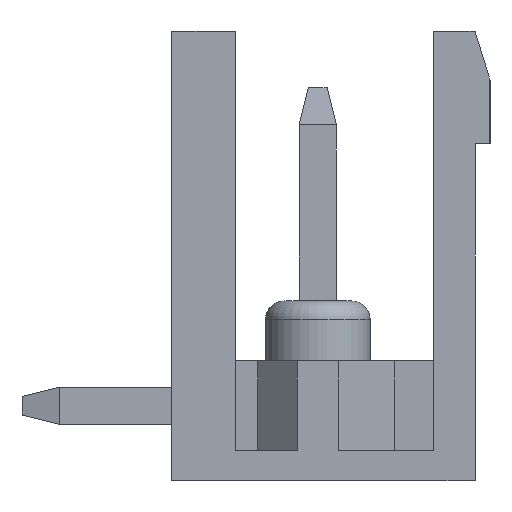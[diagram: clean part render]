
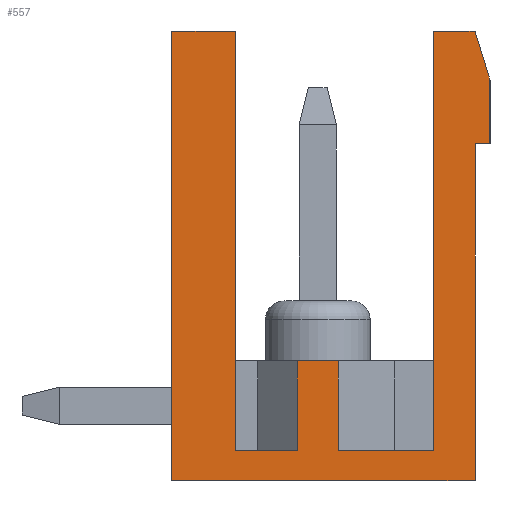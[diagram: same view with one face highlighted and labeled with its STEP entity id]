
A CAD part, left-side view. The second image highlights one B-rep face of the part: STEP entity #557.
In plain terms, the highlighted planar face has unit normal (-1, 0, 0).
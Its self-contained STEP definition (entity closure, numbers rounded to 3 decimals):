
#557 = ADVANCED_FACE( '', ( #1233 ), #1234, .T. );
#1233 = FACE_OUTER_BOUND( '', #2070, .T. );
#1234 = PLANE( '', #2071 );
#2070 = EDGE_LOOP( '', ( #3410, #3411, #3412, #3413, #3414, #3415, #3416, #3417, #3418, #3419, #3420, #3421, #3422, #3423, #3424 ) );
#2071 = AXIS2_PLACEMENT_3D( '', #3425, #3426, #3427 );
#3410 = ORIENTED_EDGE( '', *, *, #5291, .T. );
#3411 = ORIENTED_EDGE( '', *, *, #5632, .F. );
#3412 = ORIENTED_EDGE( '', *, *, #5633, .T. );
#3413 = ORIENTED_EDGE( '', *, *, #5634, .F. );
#3414 = ORIENTED_EDGE( '', *, *, #5635, .F. );
#3415 = ORIENTED_EDGE( '', *, *, #5636, .T. );
#3416 = ORIENTED_EDGE( '', *, *, #5297, .T. );
#3417 = ORIENTED_EDGE( '', *, *, #5637, .T. );
#3418 = ORIENTED_EDGE( '', *, *, #5638, .T. );
#3419 = ORIENTED_EDGE( '', *, *, #5370, .T. );
#3420 = ORIENTED_EDGE( '', *, *, #5639, .T. );
#3421 = ORIENTED_EDGE( '', *, *, #5640, .T. );
#3422 = ORIENTED_EDGE( '', *, *, #5405, .T. );
#3423 = ORIENTED_EDGE( '', *, *, #5641, .T. );
#3424 = ORIENTED_EDGE( '', *, *, #5642, .T. );
#3425 = CARTESIAN_POINT( '', ( -25.76, 0., 0. ) );
#3426 = DIRECTION( '', ( -1., 0., 0. ) );
#3427 = DIRECTION( '', ( 0., 0., 1. ) );
#5291 = EDGE_CURVE( '', #6391, #6389, #6392, .T. );
#5297 = EDGE_CURVE( '', #6402, #6400, #6403, .T. );
#5370 = EDGE_CURVE( '', #6531, #6532, #6533, .T. );
#5405 = EDGE_CURVE( '', #6593, #6594, #6595, .T. );
#5632 = EDGE_CURVE( '', #6959, #6389, #6960, .T. );
#5633 = EDGE_CURVE( '', #6959, #6961, #6962, .T. );
#5634 = EDGE_CURVE( '', #6963, #6961, #6964, .T. );
#5635 = EDGE_CURVE( '', #6965, #6963, #6966, .T. );
#5636 = EDGE_CURVE( '', #6965, #6402, #6967, .T. );
#5637 = EDGE_CURVE( '', #6400, #6968, #6969, .T. );
#5638 = EDGE_CURVE( '', #6968, #6531, #6970, .T. );
#5639 = EDGE_CURVE( '', #6532, #6971, #6972, .T. );
#5640 = EDGE_CURVE( '', #6971, #6593, #6973, .T. );
#5641 = EDGE_CURVE( '', #6594, #6974, #6975, .T. );
#5642 = EDGE_CURVE( '', #6974, #6391, #6976, .T. );
#6389 = VERTEX_POINT( '', #7981 );
#6391 = VERTEX_POINT( '', #7984 );
#6392 = LINE( '', #7985, #7986 );
#6400 = VERTEX_POINT( '', #7996 );
#6402 = VERTEX_POINT( '', #7999 );
#6403 = LINE( '', #8000, #8001 );
#6531 = VERTEX_POINT( '', #8184 );
#6532 = VERTEX_POINT( '', #8185 );
#6533 = LINE( '', #8186, #8187 );
#6593 = VERTEX_POINT( '', #8278 );
#6594 = VERTEX_POINT( '', #8279 );
#6595 = LINE( '', #8280, #8281 );
#6959 = VERTEX_POINT( '', #8816 );
#6960 = LINE( '', #8817, #8818 );
#6961 = VERTEX_POINT( '', #8819 );
#6962 = LINE( '', #8820, #8821 );
#6963 = VERTEX_POINT( '', #8822 );
#6964 = LINE( '', #8823, #8824 );
#6965 = VERTEX_POINT( '', #8825 );
#6966 = LINE( '', #8826, #8827 );
#6967 = LINE( '', #8828, #8829 );
#6968 = VERTEX_POINT( '', #8830 );
#6969 = LINE( '', #8831, #8832 );
#6970 = LINE( '', #8833, #8834 );
#6971 = VERTEX_POINT( '', #8835 );
#6972 = LINE( '', #8836, #8837 );
#6973 = LINE( '', #8838, #8839 );
#6974 = VERTEX_POINT( '', #8840 );
#6975 = LINE( '', #8841, #8842 );
#6976 = LINE( '', #8843, #8844 );
#7981 = CARTESIAN_POINT( '', ( -25.76, -2.95, 6. ) );
#7984 = CARTESIAN_POINT( '', ( -25.76, -4.05, 6. ) );
#7985 = CARTESIAN_POINT( '', ( -25.76, -4.05, 6. ) );
#7986 = VECTOR( '', #9965, 1000. );
#7996 = CARTESIAN_POINT( '', ( -25.76, 2.35, -5.2 ) );
#7999 = CARTESIAN_POINT( '', ( -25.76, 0.7, -5.2 ) );
#8000 = CARTESIAN_POINT( '', ( -25.76, -2.95, -5.2 ) );
#8001 = VECTOR( '', #9972, 1000. );
#8184 = CARTESIAN_POINT( '', ( -25.76, 4.05, 6. ) );
#8185 = CARTESIAN_POINT( '', ( -25.76, 4.05, -6. ) );
#8186 = CARTESIAN_POINT( '', ( -25.76, 4.05, 6. ) );
#8187 = VECTOR( '', #10037, 1000. );
#8278 = CARTESIAN_POINT( '', ( -25.76, -4.05, 3. ) );
#8279 = CARTESIAN_POINT( '', ( -25.76, -4.45, 3. ) );
#8280 = CARTESIAN_POINT( '', ( -25.76, -4.05, 3. ) );
#8281 = VECTOR( '', #10072, 1000. );
#8816 = CARTESIAN_POINT( '', ( -25.76, -2.95, -5.2 ) );
#8817 = CARTESIAN_POINT( '', ( -25.76, -2.95, -5.2 ) );
#8818 = VECTOR( '', #10265, 1000. );
#8819 = CARTESIAN_POINT( '', ( -25.76, -0.4, -5.2 ) );
#8820 = CARTESIAN_POINT( '', ( -25.76, -2.95, -5.2 ) );
#8821 = VECTOR( '', #10266, 1000. );
#8822 = CARTESIAN_POINT( '', ( -25.76, -0.4, -2.8 ) );
#8823 = CARTESIAN_POINT( '', ( -25.76, -0.4, -2.8 ) );
#8824 = VECTOR( '', #10267, 1000. );
#8825 = CARTESIAN_POINT( '', ( -25.76, 0.7, -2.8 ) );
#8826 = CARTESIAN_POINT( '', ( -25.76, 0.7, -2.8 ) );
#8827 = VECTOR( '', #10268, 1000. );
#8828 = CARTESIAN_POINT( '', ( -25.76, 0.7, -2.8 ) );
#8829 = VECTOR( '', #10269, 1000. );
#8830 = CARTESIAN_POINT( '', ( -25.76, 2.35, 6. ) );
#8831 = CARTESIAN_POINT( '', ( -25.76, 2.35, -5.2 ) );
#8832 = VECTOR( '', #10270, 1000. );
#8833 = CARTESIAN_POINT( '', ( -25.76, -4.05, 6. ) );
#8834 = VECTOR( '', #10271, 1000. );
#8835 = CARTESIAN_POINT( '', ( -25.76, -4.05, -6. ) );
#8836 = CARTESIAN_POINT( '', ( -25.76, 4.05, -6. ) );
#8837 = VECTOR( '', #10272, 1000. );
#8838 = CARTESIAN_POINT( '', ( -25.76, -4.05, -6. ) );
#8839 = VECTOR( '', #10273, 1000. );
#8840 = CARTESIAN_POINT( '', ( -25.76, -4.45, 4.7 ) );
#8841 = CARTESIAN_POINT( '', ( -25.76, -4.45, 3. ) );
#8842 = VECTOR( '', #10274, 1000. );
#8843 = CARTESIAN_POINT( '', ( -25.76, -4.45, 4.7 ) );
#8844 = VECTOR( '', #10275, 1000. );
#9965 = DIRECTION( '', ( 0., 1., 0. ) );
#9972 = DIRECTION( '', ( 0., 1., 0. ) );
#10037 = DIRECTION( '', ( 0., 0., -1. ) );
#10072 = DIRECTION( '', ( 0., -1., 0. ) );
#10265 = DIRECTION( '', ( 0., 0., 1. ) );
#10266 = DIRECTION( '', ( 0., 1., 0. ) );
#10267 = DIRECTION( '', ( 0., 0., -1. ) );
#10268 = DIRECTION( '', ( 0., -1., 0. ) );
#10269 = DIRECTION( '', ( 0., 0., -1. ) );
#10270 = DIRECTION( '', ( 0., 0., 1. ) );
#10271 = DIRECTION( '', ( 0., 1., 0. ) );
#10272 = DIRECTION( '', ( 0., -1., 0. ) );
#10273 = DIRECTION( '', ( 0., 0., 1. ) );
#10274 = DIRECTION( '', ( 0., 0., 1. ) );
#10275 = DIRECTION( '', ( 0., 0.294, 0.956 ) );
